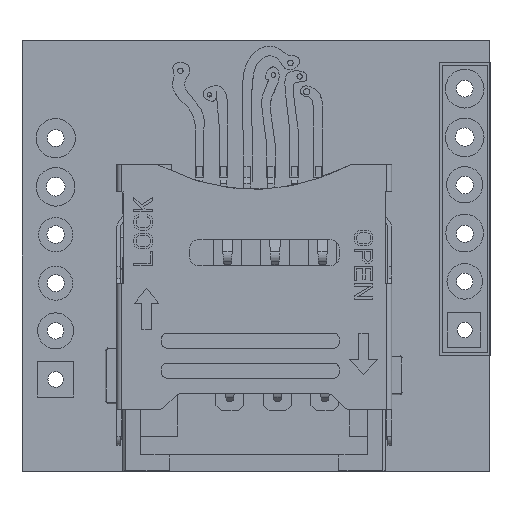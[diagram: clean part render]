
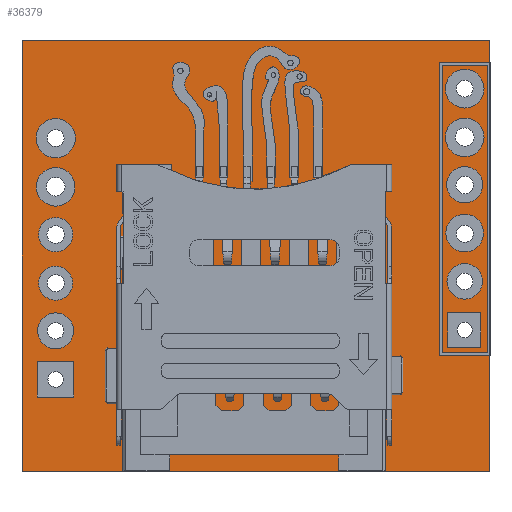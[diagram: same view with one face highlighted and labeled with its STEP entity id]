
A CAD part, front view. The second image highlights one B-rep face of the part: STEP entity #36379.
In plain terms, the highlighted planar face has unit normal (0, -1, 0).
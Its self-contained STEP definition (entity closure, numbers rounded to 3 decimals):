
#832=FACE_BOUND('',#6753,.T.);
#833=FACE_BOUND('',#6754,.T.);
#834=FACE_BOUND('',#6755,.T.);
#835=FACE_BOUND('',#6756,.T.);
#836=FACE_BOUND('',#6757,.T.);
#837=FACE_BOUND('',#6758,.T.);
#838=FACE_BOUND('',#6759,.T.);
#839=FACE_BOUND('',#6760,.T.);
#840=FACE_BOUND('',#6761,.T.);
#841=FACE_BOUND('',#6762,.T.);
#842=FACE_BOUND('',#6763,.T.);
#843=FACE_BOUND('',#6764,.T.);
#844=FACE_BOUND('',#6765,.T.);
#845=FACE_BOUND('',#6766,.T.);
#846=FACE_BOUND('',#6767,.T.);
#847=FACE_BOUND('',#6768,.T.);
#848=FACE_BOUND('',#6769,.T.);
#849=FACE_BOUND('',#6770,.T.);
#2920=PLANE('',#38865);
#4560=FACE_OUTER_BOUND('',#6752,.T.);
#6752=EDGE_LOOP('',(#31322,#31323,#31324,#31325));
#6753=EDGE_LOOP('',(#31326));
#6754=EDGE_LOOP('',(#31327));
#6755=EDGE_LOOP('',(#31328));
#6756=EDGE_LOOP('',(#31329));
#6757=EDGE_LOOP('',(#31330));
#6758=EDGE_LOOP('',(#31331));
#6759=EDGE_LOOP('',(#31332));
#6760=EDGE_LOOP('',(#31333));
#6761=EDGE_LOOP('',(#31334));
#6762=EDGE_LOOP('',(#31335));
#6763=EDGE_LOOP('',(#31336));
#6764=EDGE_LOOP('',(#31337));
#6765=EDGE_LOOP('',(#31338));
#6766=EDGE_LOOP('',(#31339));
#6767=EDGE_LOOP('',(#31340));
#6768=EDGE_LOOP('',(#31341));
#6769=EDGE_LOOP('',(#31342));
#6770=EDGE_LOOP('',(#31343));
#7899=CIRCLE('',#38866,0.481);
#7900=CIRCLE('',#38867,0.5);
#7901=CIRCLE('',#38868,0.562);
#7902=CIRCLE('',#38869,0.583);
#7903=CIRCLE('',#38870,0.555);
#7904=CIRCLE('',#38871,0.545);
#7905=CIRCLE('',#38872,0.541);
#7906=CIRCLE('',#38873,0.543);
#7907=CIRCLE('',#38874,0.504);
#7908=CIRCLE('',#38875,0.518);
#7909=CIRCLE('',#38876,0.575);
#7910=CIRCLE('',#38877,0.53);
#7911=CIRCLE('',#38878,0.141);
#7912=CIRCLE('',#38879,0.125);
#7913=CIRCLE('',#38880,0.123);
#7914=CIRCLE('',#38881,0.166);
#7915=CIRCLE('',#38882,0.146);
#7916=CIRCLE('',#38883,0.14);
#11306=LINE('',#58040,#15279);
#11307=LINE('',#58042,#15280);
#11308=LINE('',#58044,#15281);
#11309=LINE('',#58045,#15282);
#15279=VECTOR('',#46142,10.);
#15280=VECTOR('',#46143,10.);
#15281=VECTOR('',#46144,10.);
#15282=VECTOR('',#46145,10.);
#18500=VERTEX_POINT('',#58038);
#18501=VERTEX_POINT('',#58039);
#18502=VERTEX_POINT('',#58041);
#18503=VERTEX_POINT('',#58043);
#18504=VERTEX_POINT('',#58046);
#18505=VERTEX_POINT('',#58048);
#18506=VERTEX_POINT('',#58050);
#18507=VERTEX_POINT('',#58052);
#18508=VERTEX_POINT('',#58054);
#18509=VERTEX_POINT('',#58056);
#18510=VERTEX_POINT('',#58058);
#18511=VERTEX_POINT('',#58060);
#18512=VERTEX_POINT('',#58062);
#18513=VERTEX_POINT('',#58064);
#18514=VERTEX_POINT('',#58066);
#18515=VERTEX_POINT('',#58068);
#18516=VERTEX_POINT('',#58070);
#18517=VERTEX_POINT('',#58072);
#18518=VERTEX_POINT('',#58074);
#18519=VERTEX_POINT('',#58076);
#18520=VERTEX_POINT('',#58078);
#18521=VERTEX_POINT('',#58080);
#22926=EDGE_CURVE('',#18500,#18501,#11306,.T.);
#22927=EDGE_CURVE('',#18502,#18500,#11307,.T.);
#22928=EDGE_CURVE('',#18503,#18502,#11308,.T.);
#22929=EDGE_CURVE('',#18501,#18503,#11309,.T.);
#22930=EDGE_CURVE('',#18504,#18504,#7899,.T.);
#22931=EDGE_CURVE('',#18505,#18505,#7900,.T.);
#22932=EDGE_CURVE('',#18506,#18506,#7901,.T.);
#22933=EDGE_CURVE('',#18507,#18507,#7902,.T.);
#22934=EDGE_CURVE('',#18508,#18508,#7903,.T.);
#22935=EDGE_CURVE('',#18509,#18509,#7904,.T.);
#22936=EDGE_CURVE('',#18510,#18510,#7905,.T.);
#22937=EDGE_CURVE('',#18511,#18511,#7906,.T.);
#22938=EDGE_CURVE('',#18512,#18512,#7907,.T.);
#22939=EDGE_CURVE('',#18513,#18513,#7908,.T.);
#22940=EDGE_CURVE('',#18514,#18514,#7909,.T.);
#22941=EDGE_CURVE('',#18515,#18515,#7910,.T.);
#22942=EDGE_CURVE('',#18516,#18516,#7911,.T.);
#22943=EDGE_CURVE('',#18517,#18517,#7912,.T.);
#22944=EDGE_CURVE('',#18518,#18518,#7913,.T.);
#22945=EDGE_CURVE('',#18519,#18519,#7914,.T.);
#22946=EDGE_CURVE('',#18520,#18520,#7915,.T.);
#22947=EDGE_CURVE('',#18521,#18521,#7916,.T.);
#31322=ORIENTED_EDGE('',*,*,#22926,.F.);
#31323=ORIENTED_EDGE('',*,*,#22927,.F.);
#31324=ORIENTED_EDGE('',*,*,#22928,.F.);
#31325=ORIENTED_EDGE('',*,*,#22929,.F.);
#31326=ORIENTED_EDGE('',*,*,#22930,.F.);
#31327=ORIENTED_EDGE('',*,*,#22931,.F.);
#31328=ORIENTED_EDGE('',*,*,#22932,.F.);
#31329=ORIENTED_EDGE('',*,*,#22933,.F.);
#31330=ORIENTED_EDGE('',*,*,#22934,.F.);
#31331=ORIENTED_EDGE('',*,*,#22935,.F.);
#31332=ORIENTED_EDGE('',*,*,#22936,.F.);
#31333=ORIENTED_EDGE('',*,*,#22937,.F.);
#31334=ORIENTED_EDGE('',*,*,#22938,.F.);
#31335=ORIENTED_EDGE('',*,*,#22939,.F.);
#31336=ORIENTED_EDGE('',*,*,#22940,.F.);
#31337=ORIENTED_EDGE('',*,*,#22941,.F.);
#31338=ORIENTED_EDGE('',*,*,#22942,.F.);
#31339=ORIENTED_EDGE('',*,*,#22943,.F.);
#31340=ORIENTED_EDGE('',*,*,#22944,.F.);
#31341=ORIENTED_EDGE('',*,*,#22945,.F.);
#31342=ORIENTED_EDGE('',*,*,#22946,.F.);
#31343=ORIENTED_EDGE('',*,*,#22947,.F.);
#36379=ADVANCED_FACE('',(#4560,#832,#833,#834,#835,#836,#837,#838,#839,
#840,#841,#842,#843,#844,#845,#846,#847,#848,#849),#2920,.T.);
#38865=AXIS2_PLACEMENT_3D('',#58037,#46140,#46141);
#38866=AXIS2_PLACEMENT_3D('',#58047,#46146,#46147);
#38867=AXIS2_PLACEMENT_3D('',#58049,#46148,#46149);
#38868=AXIS2_PLACEMENT_3D('',#58051,#46150,#46151);
#38869=AXIS2_PLACEMENT_3D('',#58053,#46152,#46153);
#38870=AXIS2_PLACEMENT_3D('',#58055,#46154,#46155);
#38871=AXIS2_PLACEMENT_3D('',#58057,#46156,#46157);
#38872=AXIS2_PLACEMENT_3D('',#58059,#46158,#46159);
#38873=AXIS2_PLACEMENT_3D('',#58061,#46160,#46161);
#38874=AXIS2_PLACEMENT_3D('',#58063,#46162,#46163);
#38875=AXIS2_PLACEMENT_3D('',#58065,#46164,#46165);
#38876=AXIS2_PLACEMENT_3D('',#58067,#46166,#46167);
#38877=AXIS2_PLACEMENT_3D('',#58069,#46168,#46169);
#38878=AXIS2_PLACEMENT_3D('',#58071,#46170,#46171);
#38879=AXIS2_PLACEMENT_3D('',#58073,#46172,#46173);
#38880=AXIS2_PLACEMENT_3D('',#58075,#46174,#46175);
#38881=AXIS2_PLACEMENT_3D('',#58077,#46176,#46177);
#38882=AXIS2_PLACEMENT_3D('',#58079,#46178,#46179);
#38883=AXIS2_PLACEMENT_3D('',#58081,#46180,#46181);
#46140=DIRECTION('center_axis',(0.,-1.,0.));
#46141=DIRECTION('ref_axis',(0.,0.,-1.));
#46142=DIRECTION('',(0.,0.,-1.));
#46143=DIRECTION('',(1.,0.,0.));
#46144=DIRECTION('',(0.,0.,1.));
#46145=DIRECTION('',(-1.,0.,0.));
#46146=DIRECTION('center_axis',(0.,-1.,0.));
#46147=DIRECTION('ref_axis',(-1.,0.,0.));
#46148=DIRECTION('center_axis',(0.,-1.,0.));
#46149=DIRECTION('ref_axis',(-1.,0.,0.));
#46150=DIRECTION('center_axis',(0.,-1.,0.));
#46151=DIRECTION('ref_axis',(-1.,0.,0.));
#46152=DIRECTION('center_axis',(0.,-1.,0.));
#46153=DIRECTION('ref_axis',(-1.,0.,0.));
#46154=DIRECTION('center_axis',(0.,-1.,0.));
#46155=DIRECTION('ref_axis',(-1.,0.,0.));
#46156=DIRECTION('center_axis',(0.,-1.,0.));
#46157=DIRECTION('ref_axis',(-1.,0.,0.));
#46158=DIRECTION('center_axis',(0.,-1.,0.));
#46159=DIRECTION('ref_axis',(-1.,0.,0.));
#46160=DIRECTION('center_axis',(0.,-1.,0.));
#46161=DIRECTION('ref_axis',(-1.,0.,0.));
#46162=DIRECTION('center_axis',(0.,-1.,0.));
#46163=DIRECTION('ref_axis',(-1.,0.,0.));
#46164=DIRECTION('center_axis',(0.,-1.,0.));
#46165=DIRECTION('ref_axis',(-1.,0.,0.));
#46166=DIRECTION('center_axis',(0.,-1.,0.));
#46167=DIRECTION('ref_axis',(-1.,0.,0.));
#46168=DIRECTION('center_axis',(0.,-1.,0.));
#46169=DIRECTION('ref_axis',(-1.,0.,0.));
#46170=DIRECTION('center_axis',(0.,-1.,0.));
#46171=DIRECTION('ref_axis',(1.,0.,0.));
#46172=DIRECTION('center_axis',(0.,-1.,0.));
#46173=DIRECTION('ref_axis',(1.,0.,0.));
#46174=DIRECTION('center_axis',(0.,-1.,0.));
#46175=DIRECTION('ref_axis',(1.,0.,0.));
#46176=DIRECTION('center_axis',(0.,-1.,0.));
#46177=DIRECTION('ref_axis',(1.,0.,0.));
#46178=DIRECTION('center_axis',(0.,-1.,0.));
#46179=DIRECTION('ref_axis',(1.,0.,0.));
#46180=DIRECTION('center_axis',(0.,-1.,0.));
#46181=DIRECTION('ref_axis',(1.,0.,0.));
#58037=CARTESIAN_POINT('Origin',(0.,-0.7,0.));
#58038=CARTESIAN_POINT('',(12.5,-0.7,11.5));
#58039=CARTESIAN_POINT('',(12.5,-0.7,-11.5));
#58040=CARTESIAN_POINT('',(12.5,-0.7,-5.75));
#58041=CARTESIAN_POINT('',(-12.5,-0.7,11.5));
#58042=CARTESIAN_POINT('',(6.25,-0.7,11.5));
#58043=CARTESIAN_POINT('',(-12.5,-0.7,-11.5));
#58044=CARTESIAN_POINT('',(-12.5,-0.7,5.75));
#58045=CARTESIAN_POINT('',(-6.25,-0.7,-11.5));
#58046=CARTESIAN_POINT('',(-10.219,-0.7,-6.6));
#58047=CARTESIAN_POINT('Origin',(-10.7,-0.7,-6.6));
#58048=CARTESIAN_POINT('',(-10.2,-0.7,6.3));
#58049=CARTESIAN_POINT('Origin',(-10.7,-0.7,6.3));
#58050=CARTESIAN_POINT('',(-10.138,-0.7,3.7));
#58051=CARTESIAN_POINT('Origin',(-10.7,-0.7,3.7));
#58052=CARTESIAN_POINT('',(11.748,-0.7,-1.338));
#58053=CARTESIAN_POINT('Origin',(11.165,-0.7,-1.338));
#58054=CARTESIAN_POINT('',(11.719,-0.7,8.98));
#58055=CARTESIAN_POINT('Origin',(11.165,-0.7,8.98));
#58056=CARTESIAN_POINT('',(-10.155,-0.7,-1.455));
#58057=CARTESIAN_POINT('Origin',(-10.7,-0.7,-1.455));
#58058=CARTESIAN_POINT('',(11.705,-0.7,1.229));
#58059=CARTESIAN_POINT('Origin',(11.165,-0.7,1.229));
#58060=CARTESIAN_POINT('',(11.707,-0.7,3.809));
#58061=CARTESIAN_POINT('Origin',(11.165,-0.7,3.809));
#58062=CARTESIAN_POINT('',(-10.196,-0.7,-4.));
#58063=CARTESIAN_POINT('Origin',(-10.7,-0.7,-4.));
#58064=CARTESIAN_POINT('',(11.683,-0.7,-3.945));
#58065=CARTESIAN_POINT('Origin',(11.165,-0.7,-3.945));
#58066=CARTESIAN_POINT('',(11.74,-0.7,6.396));
#58067=CARTESIAN_POINT('Origin',(11.165,-0.7,6.396));
#58068=CARTESIAN_POINT('',(-10.17,-0.7,1.144));
#58069=CARTESIAN_POINT('Origin',(-10.7,-0.7,1.144));
#58070=CARTESIAN_POINT('',(-4.17,-0.7,9.895));
#58071=CARTESIAN_POINT('Origin',(-4.029,-0.7,9.895));
#58072=CARTESIAN_POINT('',(0.814,-0.7,9.677));
#58073=CARTESIAN_POINT('Origin',(0.939,-0.7,9.677));
#58074=CARTESIAN_POINT('',(-2.601,-0.7,8.616));
#58075=CARTESIAN_POINT('Origin',(-2.478,-0.7,8.616));
#58076=CARTESIAN_POINT('',(2.549,-0.7,8.783));
#58077=CARTESIAN_POINT('Origin',(2.715,-0.7,8.783));
#58078=CARTESIAN_POINT('',(1.701,-0.7,10.321));
#58079=CARTESIAN_POINT('Origin',(1.848,-0.7,10.321));
#58080=CARTESIAN_POINT('',(2.2,-0.7,9.596));
#58081=CARTESIAN_POINT('Origin',(2.34,-0.7,9.596));
